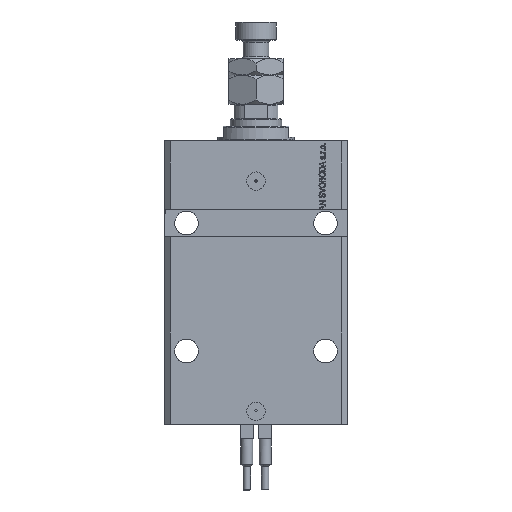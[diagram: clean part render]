
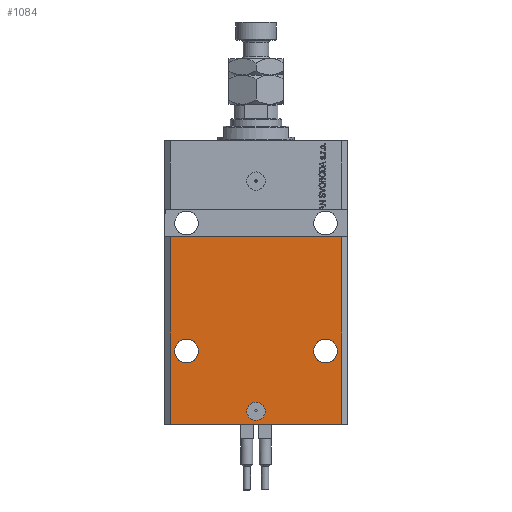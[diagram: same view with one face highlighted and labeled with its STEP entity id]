
A CAD part, front view. The second image highlights one B-rep face of the part: STEP entity #1084.
In plain terms, the highlighted planar face has unit normal (0, -1, 0).
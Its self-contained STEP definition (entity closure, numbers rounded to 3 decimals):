
#1084 = ADVANCED_FACE ( 'NONE', ( #38521, #19267, #14931, #34663 ), #12082, .T. ) ;
#1578 = CARTESIAN_POINT ( 'NONE',  ( 5., -37.5, -148. ) ) ;
#1720 = ORIENTED_EDGE ( 'NONE', *, *, #9308, .F. ) ;
#2287 = LINE ( 'NONE', #17913, #42913 ) ;
#2467 = VERTEX_POINT ( 'NONE', #48925 ) ;
#2608 = CARTESIAN_POINT ( 'NONE',  ( 31.5, -37.5, -115. ) ) ;
#3206 = CARTESIAN_POINT ( 'NONE',  ( -47., -37.5, -155. ) ) ;
#3739 = DIRECTION ( 'NONE',  ( 0., -1., 0. ) ) ;
#3889 = DIRECTION ( 'NONE',  ( 1., 0., 0. ) ) ;
#4039 = VERTEX_POINT ( 'NONE', #1578 ) ;
#4806 = CARTESIAN_POINT ( 'NONE',  ( 44.5, -37.5, -115. ) ) ;
#5116 = EDGE_CURVE ( 'NONE', #39993, #19403, #8579, .T. ) ;
#5532 = CIRCLE ( 'NONE', #12063, 6.5 ) ;
#6050 = CARTESIAN_POINT ( 'NONE',  ( 0., -37.5, -148. ) ) ;
#6448 = EDGE_LOOP ( 'NONE', ( #47802, #40422 ) ) ;
#7525 = AXIS2_PLACEMENT_3D ( 'NONE', #30299, #41845, #11063 ) ;
#8146 = DIRECTION ( 'NONE',  ( 0., 0., 1. ) ) ;
#8474 = CARTESIAN_POINT ( 'NONE',  ( -47., -37.5, -52.5 ) ) ;
#8579 = LINE ( 'NONE', #24217, #49815 ) ;
#8777 = VECTOR ( 'NONE', #8146, 1000. ) ;
#9123 = EDGE_CURVE ( 'NONE', #45715, #2467, #9444, .T. ) ;
#9308 = EDGE_CURVE ( 'NONE', #17372, #41819, #43075, .T. ) ;
#9444 = CIRCLE ( 'NONE', #38107, 6.5 ) ;
#9981 = ORIENTED_EDGE ( 'NONE', *, *, #46339, .F. ) ;
#11063 = DIRECTION ( 'NONE',  ( 1., 0., 0. ) ) ;
#11539 = ORIENTED_EDGE ( 'NONE', *, *, #36315, .F. ) ;
#11647 = LINE ( 'NONE', #3206, #43646 ) ;
#12063 = AXIS2_PLACEMENT_3D ( 'NONE', #23167, #30612, #19067 ) ;
#12082 = PLANE ( 'NONE',  #12939 ) ;
#12939 = AXIS2_PLACEMENT_3D ( 'NONE', #30812, #46707, #3889 ) ;
#13005 = VERTEX_POINT ( 'NONE', #46386 ) ;
#14811 = EDGE_CURVE ( 'NONE', #35816, #13005, #16341, .T. ) ;
#14931 = FACE_BOUND ( 'NONE', #6448, .T. ) ;
#15099 = EDGE_CURVE ( 'NONE', #41819, #17372, #35786, .T. ) ;
#16142 = EDGE_CURVE ( 'NONE', #2467, #45715, #5532, .T. ) ;
#16341 = LINE ( 'NONE', #24033, #8777 ) ;
#16980 = AXIS2_PLACEMENT_3D ( 'NONE', #19115, #49404, #45548 ) ;
#17372 = VERTEX_POINT ( 'NONE', #4806 ) ;
#17913 = CARTESIAN_POINT ( 'NONE',  ( -50., -37.5, -52.5 ) ) ;
#18060 = CARTESIAN_POINT ( 'NONE',  ( 38., -37.5, -115. ) ) ;
#19067 = DIRECTION ( 'NONE',  ( -1., 0., 0. ) ) ;
#19115 = CARTESIAN_POINT ( 'NONE',  ( 38., -37.5, -115. ) ) ;
#19267 = FACE_BOUND ( 'NONE', #28408, .T. ) ;
#19403 = VERTEX_POINT ( 'NONE', #8474 ) ;
#19840 = DIRECTION ( 'NONE',  ( 1., 0., 0. ) ) ;
#21665 = DIRECTION ( 'NONE',  ( 1., 0., 0. ) ) ;
#22003 = DIRECTION ( 'NONE',  ( 1., 0., 0. ) ) ;
#23167 = CARTESIAN_POINT ( 'NONE',  ( -38., -37.5, -115. ) ) ;
#23837 = VERTEX_POINT ( 'NONE', #36004 ) ;
#23911 = CIRCLE ( 'NONE', #7525, 5. ) ;
#24033 = CARTESIAN_POINT ( 'NONE',  ( 47., -37.5, -155. ) ) ;
#24217 = CARTESIAN_POINT ( 'NONE',  ( -47., -37.5, -155. ) ) ;
#25256 = DIRECTION ( 'NONE',  ( 1., 0., 0. ) ) ;
#28408 = EDGE_LOOP ( 'NONE', ( #1720, #41270 ) ) ;
#28589 = DIRECTION ( 'NONE',  ( 0., -1., 0. ) ) ;
#29430 = EDGE_CURVE ( 'NONE', #4039, #23837, #23911, .T. ) ;
#30165 = CARTESIAN_POINT ( 'NONE',  ( -38., -37.5, -115. ) ) ;
#30299 = CARTESIAN_POINT ( 'NONE',  ( 0., -37.5, -148. ) ) ;
#30612 = DIRECTION ( 'NONE',  ( 0., -1., 0. ) ) ;
#30812 = CARTESIAN_POINT ( 'NONE',  ( -47., -37.5, -155. ) ) ;
#31346 = EDGE_CURVE ( 'NONE', #39993, #35816, #11647, .T. ) ;
#33056 = CARTESIAN_POINT ( 'NONE',  ( -47., -37.5, -155. ) ) ;
#34046 = ORIENTED_EDGE ( 'NONE', *, *, #31346, .T. ) ;
#34273 = DIRECTION ( 'NONE',  ( -1., 0., 0. ) ) ;
#34663 = FACE_OUTER_BOUND ( 'NONE', #50522, .T. ) ;
#35786 = CIRCLE ( 'NONE', #16980, 6.5 ) ;
#35816 = VERTEX_POINT ( 'NONE', #40792 ) ;
#36004 = CARTESIAN_POINT ( 'NONE',  ( -5., -37.5, -148. ) ) ;
#36315 = EDGE_CURVE ( 'NONE', #23837, #4039, #45932, .T. ) ;
#37213 = ORIENTED_EDGE ( 'NONE', *, *, #14811, .T. ) ;
#38107 = AXIS2_PLACEMENT_3D ( 'NONE', #30165, #3739, #34273 ) ;
#38521 = FACE_BOUND ( 'NONE', #40982, .T. ) ;
#39993 = VERTEX_POINT ( 'NONE', #33056 ) ;
#40420 = CARTESIAN_POINT ( 'NONE',  ( -31.5, -37.5, -115. ) ) ;
#40422 = ORIENTED_EDGE ( 'NONE', *, *, #16142, .F. ) ;
#40792 = CARTESIAN_POINT ( 'NONE',  ( 47., -37.5, -155. ) ) ;
#40982 = EDGE_LOOP ( 'NONE', ( #47038, #11539 ) ) ;
#41137 = DIRECTION ( 'NONE',  ( 0., 0., 1. ) ) ;
#41270 = ORIENTED_EDGE ( 'NONE', *, *, #15099, .F. ) ;
#41819 = VERTEX_POINT ( 'NONE', #2608 ) ;
#41845 = DIRECTION ( 'NONE',  ( 0., -1., 0. ) ) ;
#42913 = VECTOR ( 'NONE', #22003, 1000. ) ;
#43075 = CIRCLE ( 'NONE', #45529, 6.5 ) ;
#43646 = VECTOR ( 'NONE', #19840, 1000. ) ;
#43731 = ORIENTED_EDGE ( 'NONE', *, *, #5116, .F. ) ;
#44505 = DIRECTION ( 'NONE',  ( 0., -1., 0. ) ) ;
#45529 = AXIS2_PLACEMENT_3D ( 'NONE', #18060, #28589, #25256 ) ;
#45548 = DIRECTION ( 'NONE',  ( 1., 0., 0. ) ) ;
#45715 = VERTEX_POINT ( 'NONE', #40420 ) ;
#45932 = CIRCLE ( 'NONE', #49232, 5. ) ;
#46339 = EDGE_CURVE ( 'NONE', #19403, #13005, #2287, .T. ) ;
#46386 = CARTESIAN_POINT ( 'NONE',  ( 47., -37.5, -52.5 ) ) ;
#46707 = DIRECTION ( 'NONE',  ( 0., -1., 0. ) ) ;
#47038 = ORIENTED_EDGE ( 'NONE', *, *, #29430, .F. ) ;
#47802 = ORIENTED_EDGE ( 'NONE', *, *, #9123, .F. ) ;
#48925 = CARTESIAN_POINT ( 'NONE',  ( -44.5, -37.5, -115. ) ) ;
#49232 = AXIS2_PLACEMENT_3D ( 'NONE', #6050, #44505, #21665 ) ;
#49404 = DIRECTION ( 'NONE',  ( 0., -1., 0. ) ) ;
#49815 = VECTOR ( 'NONE', #41137, 1000. ) ;
#50522 = EDGE_LOOP ( 'NONE', ( #9981, #43731, #34046, #37213 ) ) ;
